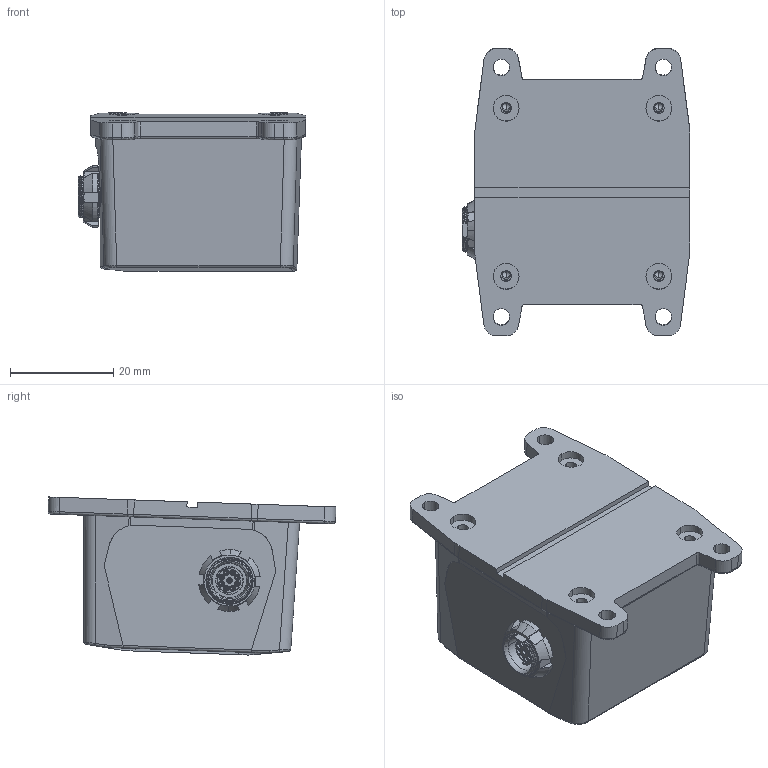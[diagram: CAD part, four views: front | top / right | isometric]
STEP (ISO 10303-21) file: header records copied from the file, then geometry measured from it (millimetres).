
FILE_DESCRIPTION (( 'STEP AP214' ), '1' );
FILE_NAME ('蚾饜极-MAIN-0618-V1-0816-03.STEP', '2021-08-16T13:11:10', ( '' ), ( '' ), 'SwSTEP 2.0', 'SolidWorks 2020', '' );
FILE_SCHEMA (( 'AUTOMOTIVE_DESIGN' ));
Length unit declared in the file: millimetre
Products named in the file (10): 蚾饜极-MAIN-0618-V1-0816-03; MAIN-dizuo-0618-V1; MAIN-泂祧-0803; MAIN-0618-V1-0721; 璋芛; fc_deco_slot_nut_m9x0_5_1_3; fc_deco_slot_nut_m9x0_5_1_2; HANGCHA; fc_deco_slot_nut_m9x0_5_1; SW3DPS-FISCHER_DBPU_102_A059-130_1
Assembly tree (10 placements, depth 3):
  蚾饜极-MAIN-0618-V1-0816-03
    MAIN-0618-V1-0721
    MAIN-dizuo-0618-V1
    HANGCHA
      SW3DPS-FISCHER_DBPU_102_A059-130_1
      fc_deco_slot_nut_m9x0_5_1
      fc_deco_slot_nut_m9x0_5_1_2
      fc_deco_slot_nut_m9x0_5_1_3
    MAIN-泂祧-0803
    璋芛  x2
Bounding box: 44.08 x 55.79 x 30.64 mm (x, y, z)
Volume: 17101.8 mm3; surface area: 19880.2 mm2
Topology: 16 solids, 18 shells, 4216 faces, 11440 edges, 7562 vertices
Faces by surface type: plane 2123, bspline 1406, cylinder 509, cone 114, torus 64
Entity records: 244524 total; most frequent: CARTESIAN_POINT 108790, ORIENTED_EDGE 22760, DIRECTION 14170, EDGE_CURVE 11385, VERTEX_POINT 7548, LINE 6856, VECTOR 6856, EDGE_LOOP 4595
